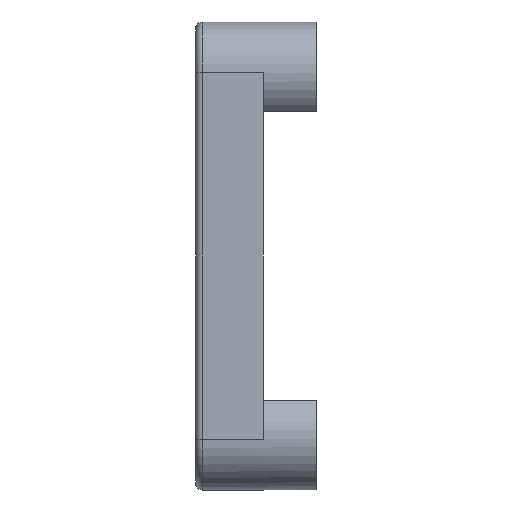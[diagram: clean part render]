
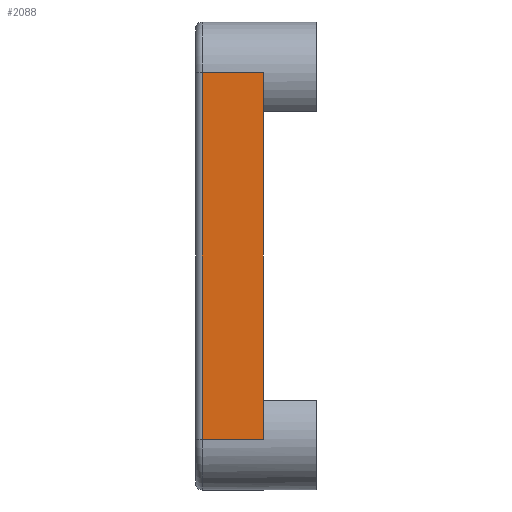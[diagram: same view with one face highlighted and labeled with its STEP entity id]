
A CAD part, left-side view. The second image highlights one B-rep face of the part: STEP entity #2088.
In plain terms, the highlighted planar face has unit normal (-1, 0, 0).
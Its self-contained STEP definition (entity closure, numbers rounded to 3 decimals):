
#45 = VECTOR ( 'NONE', #1175, 1000. ) ;
#81 = PLANE ( 'NONE',  #735 ) ;
#90 = DIRECTION ( 'NONE',  ( 0., 1., 0. ) ) ;
#113 = CARTESIAN_POINT ( 'NONE',  ( -25.75, -0.5, -13.5 ) ) ;
#157 = ORIENTED_EDGE ( 'NONE', *, *, #2767, .T. ) ;
#315 = VECTOR ( 'NONE', #90, 1000. ) ;
#350 = DIRECTION ( 'NONE',  ( -1., 0., 0. ) ) ;
#420 = CARTESIAN_POINT ( 'NONE',  ( -25.75, -0.5, 13.5 ) ) ;
#494 = CARTESIAN_POINT ( 'NONE',  ( -25.75, -5., -13.5 ) ) ;
#735 = AXIS2_PLACEMENT_3D ( 'NONE', #3014, #350, #2226 ) ;
#739 = FACE_OUTER_BOUND ( 'NONE', #2317, .T. ) ;
#764 = EDGE_CURVE ( 'NONE', #1899, #1135, #1228, .T. ) ;
#938 = ORIENTED_EDGE ( 'NONE', *, *, #2130, .F. ) ;
#1135 = VERTEX_POINT ( 'NONE', #113 ) ;
#1137 = VECTOR ( 'NONE', #2672, 1000. ) ;
#1173 = ORIENTED_EDGE ( 'NONE', *, *, #1815, .T. ) ;
#1175 = DIRECTION ( 'NONE',  ( 0., 1., 0. ) ) ;
#1228 = LINE ( 'NONE', #3189, #1137 ) ;
#1611 = VERTEX_POINT ( 'NONE', #2566 ) ;
#1815 = EDGE_CURVE ( 'NONE', #2249, #1899, #3433, .T. ) ;
#1837 = LINE ( 'NONE', #3043, #315 ) ;
#1899 = VERTEX_POINT ( 'NONE', #420 ) ;
#1980 = CARTESIAN_POINT ( 'NONE',  ( -25.75, -5., 13.5 ) ) ;
#2088 = ADVANCED_FACE ( 'NONE', ( #739 ), #81, .T. ) ;
#2095 = LINE ( 'NONE', #494, #2713 ) ;
#2130 = EDGE_CURVE ( 'NONE', #1611, #1135, #1837, .T. ) ;
#2226 = DIRECTION ( 'NONE',  ( 0., 0., 1. ) ) ;
#2249 = VERTEX_POINT ( 'NONE', #2360 ) ;
#2317 = EDGE_LOOP ( 'NONE', ( #1173, #2392, #938, #157 ) ) ;
#2360 = CARTESIAN_POINT ( 'NONE',  ( -25.75, -5., 13.5 ) ) ;
#2392 = ORIENTED_EDGE ( 'NONE', *, *, #764, .T. ) ;
#2566 = CARTESIAN_POINT ( 'NONE',  ( -25.75, -5., -13.5 ) ) ;
#2634 = DIRECTION ( 'NONE',  ( 0., 0., 1. ) ) ;
#2672 = DIRECTION ( 'NONE',  ( 0., 0., -1. ) ) ;
#2713 = VECTOR ( 'NONE', #2634, 1000. ) ;
#2767 = EDGE_CURVE ( 'NONE', #1611, #2249, #2095, .T. ) ;
#3014 = CARTESIAN_POINT ( 'NONE',  ( -25.75, -5., -13.5 ) ) ;
#3043 = CARTESIAN_POINT ( 'NONE',  ( -25.75, -5., -13.5 ) ) ;
#3189 = CARTESIAN_POINT ( 'NONE',  ( -25.75, -0.5, -13.5 ) ) ;
#3433 = LINE ( 'NONE', #1980, #45 ) ;
